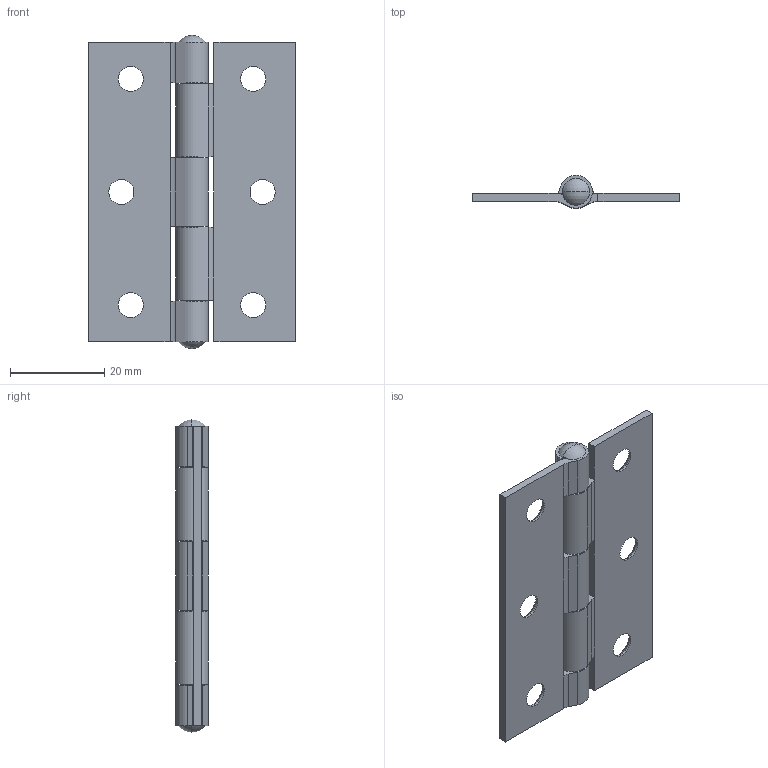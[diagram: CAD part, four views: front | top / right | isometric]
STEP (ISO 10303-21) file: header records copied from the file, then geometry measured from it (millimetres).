
FILE_DESCRIPTION (( 'STEP AP203' ), '1' );
FILE_NAME ('T63500.STEP', '2018-08-15T14:44:44', ( '' ), ( '' ), 'SwSTEP 2.0', 'SolidWorks 2016', '' );
FILE_SCHEMA (( 'CONFIG_CONTROL_DESIGN' ));
Length unit declared in the file: millimetre
Products named in the file (3): T63500-1; T63500-2; T63500
Assembly tree (2 placements, depth 2):
  T63500
    T63500-1
    T63500-2
Bounding box: 44 x 6.97 x 66.5 mm (x, y, z)
Volume: 6017 mm3; surface area: 7538.9 mm2
Topology: 2 solids, 2 shells, 97 faces, 261 edges, 164 vertices
Faces by surface type: plane 50, cylinder 31, cone 12, sphere 4
Entity records: 3368 total; most frequent: DIRECTION 561, CARTESIAN_POINT 527, ORIENTED_EDGE 522, EDGE_CURVE 261, AXIS2_PLACEMENT_3D 198, LINE 165, VECTOR 165, VERTEX_POINT 164
